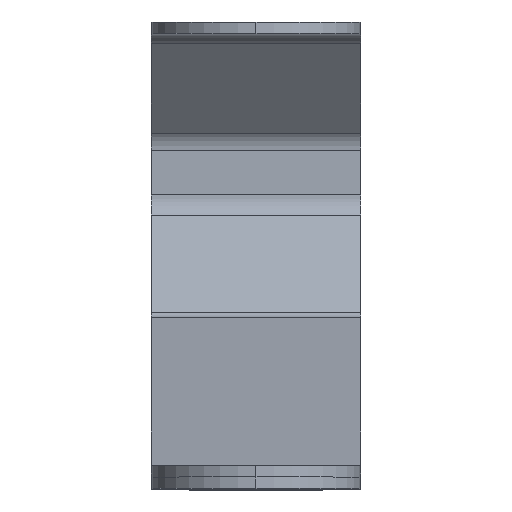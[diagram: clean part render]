
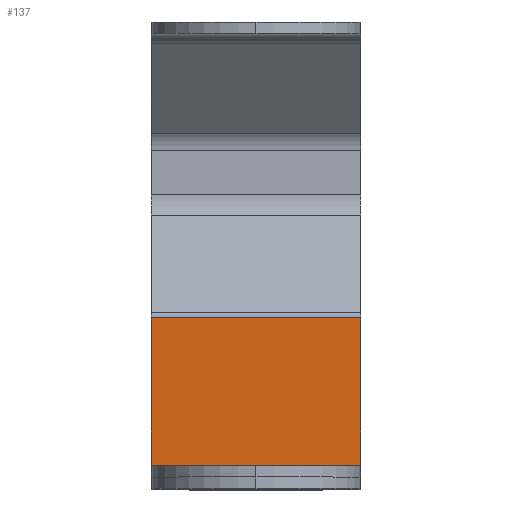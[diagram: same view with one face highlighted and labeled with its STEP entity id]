
A CAD part, top view. The second image highlights one B-rep face of the part: STEP entity #137.
In plain terms, the highlighted planar face has unit normal (0, 0.966, 0.258).
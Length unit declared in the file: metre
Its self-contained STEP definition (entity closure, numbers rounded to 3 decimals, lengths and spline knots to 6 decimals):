
#137 = ADVANCED_FACE( '', ( #224 ), #225, .F. );
#224 = FACE_OUTER_BOUND( '', #328, .T. );
#225 = PLANE( '', #329 );
#328 = EDGE_LOOP( '', ( #657, #658, #659, #660 ) );
#329 = AXIS2_PLACEMENT_3D( '', #661, #662, #663 );
#657 = ORIENTED_EDGE( '', *, *, #916, .T. );
#658 = ORIENTED_EDGE( '', *, *, #874, .F. );
#659 = ORIENTED_EDGE( '', *, *, #900, .F. );
#660 = ORIENTED_EDGE( '', *, *, #914, .T. );
#661 = CARTESIAN_POINT( '', ( 0.140155, 0.009613, 0.258402 ) );
#662 = DIRECTION( '', ( 0., -0.966, -0.258 ) );
#663 = DIRECTION( '', ( 0., 0.258, -0.966 ) );
#874 = EDGE_CURVE( '', #1069, #1064, #1071, .T. );
#900 = EDGE_CURVE( '', #1118, #1069, #1120, .T. );
#914 = EDGE_CURVE( '', #1118, #1140, #1142, .T. );
#916 = EDGE_CURVE( '', #1140, #1064, #1144, .T. );
#1064 = VERTEX_POINT( '', #1343 );
#1069 = VERTEX_POINT( '', #1349 );
#1071 = LINE( '', #1351, #1352 );
#1118 = VERTEX_POINT( '', #1417 );
#1120 = LINE( '', #1419, #1420 );
#1140 = VERTEX_POINT( '', #1446 );
#1142 = LINE( '', #1448, #1449 );
#1144 = LINE( '', #1452, #1453 );
#1343 = CARTESIAN_POINT( '', ( 0.085155, 0.009613, 0.258402 ) );
#1349 = CARTESIAN_POINT( '', ( 0.140155, 0.009613, 0.258402 ) );
#1351 = CARTESIAN_POINT( '', ( 0.140155, 0.009613, 0.258402 ) );
#1352 = VECTOR( '', #1638, 1. );
#1417 = CARTESIAN_POINT( '', ( 0.140155, 0.048708, 0.111799 ) );
#1419 = CARTESIAN_POINT( '', ( 0.140155, 0.009613, 0.258402 ) );
#1420 = VECTOR( '', #1678, 1. );
#1446 = CARTESIAN_POINT( '', ( 0.085155, 0.048708, 0.111799 ) );
#1448 = CARTESIAN_POINT( '', ( 0.140155, 0.048708, 0.111799 ) );
#1449 = VECTOR( '', #1706, 1. );
#1452 = CARTESIAN_POINT( '', ( 0.085155, 0.009613, 0.258402 ) );
#1453 = VECTOR( '', #1708, 1. );
#1638 = DIRECTION( '', ( -1., 0., 0. ) );
#1678 = DIRECTION( '', ( 0., -0.258, 0.966 ) );
#1706 = DIRECTION( '', ( -1., 0., 0. ) );
#1708 = DIRECTION( '', ( 0., -0.258, 0.966 ) );
